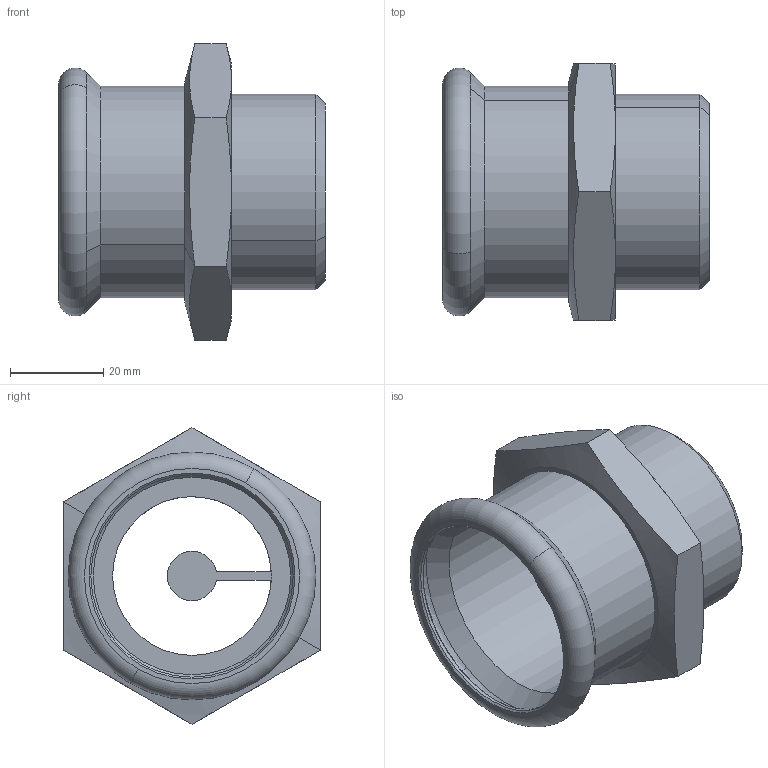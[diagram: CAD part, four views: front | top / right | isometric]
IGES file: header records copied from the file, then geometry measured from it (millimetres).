
Global section: file name: No Iges File Name specified; native system: Autodesk Inventor 2011; preprocessor: AutoDesk Inventor Iges Exporter R2011; author: bruh; date: 20110606.145314; units: millimetre
Bounding box: 57.1 x 55 x 63.51 mm (x, y, z)
Volume: 30835.9 mm3; surface area: 19757.2 mm2
Topology: 1 solids, 1 shells, 48 faces, 125 edges, 83 vertices
Faces by surface type: plane 15, revolution 12, cone 12, cylinder 5, torus 2, bspline 2
